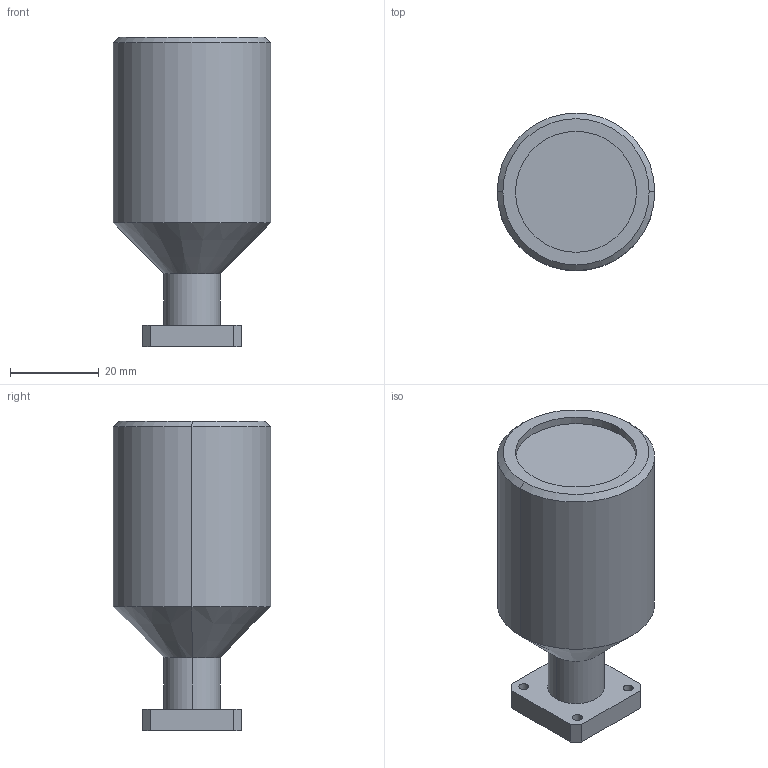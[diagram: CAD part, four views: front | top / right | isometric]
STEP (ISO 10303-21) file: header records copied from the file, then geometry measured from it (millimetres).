
FILE_DESCRIPTION (( 'STEP AP203' ), '1' );
FILE_NAME ('AF-C316-328.STEP', '2017-02-08T22:17:33', ( '' ), ( '' ), 'SwSTEP 2.0', 'SolidWorks 2013', '' );
FILE_SCHEMA (( 'CONFIG_CONTROL_DESIGN' ));
Length unit declared in the file: inch
Products named in the file (1): AF-C316-328
Bounding box: 35.56 x 35.56 x 69.85 mm (x, y, z)
Volume: 48437.5 mm3; surface area: 9502.3 mm2
Topology: 1 solids, 1 shells, 45 faces, 102 edges, 66 vertices
Faces by surface type: cylinder 24, plane 17, cone 4
Entity records: 1373 total; most frequent: DIRECTION 244, CARTESIAN_POINT 214, ORIENTED_EDGE 204, EDGE_CURVE 102, AXIS2_PLACEMENT_3D 96, VERTEX_POINT 66, EDGE_LOOP 60, VECTOR 52
